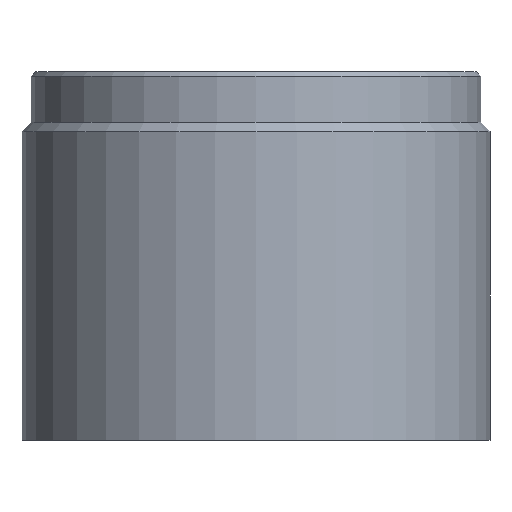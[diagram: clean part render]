
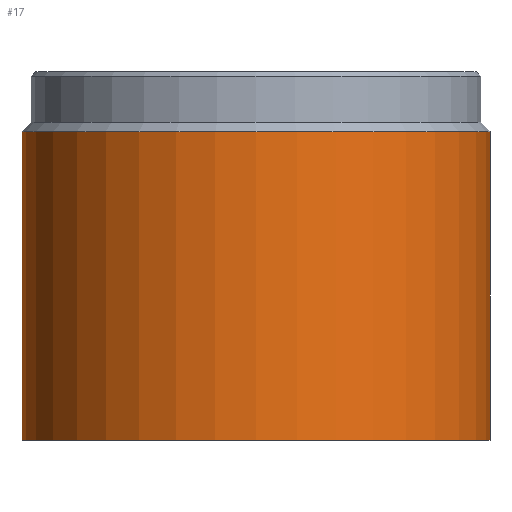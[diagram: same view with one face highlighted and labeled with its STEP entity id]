
A CAD part, front view. The second image highlights one B-rep face of the part: STEP entity #17.
In plain terms, the highlighted cylindrical face has radius 10.15 mm (diameter 20.3 mm), a full revolution.
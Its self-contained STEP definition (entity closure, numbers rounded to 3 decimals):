
#17 = ADVANCED_FACE('',(#18),#45,.T.);
#18 = FACE_BOUND('',#19,.T.);
#19 = EDGE_LOOP('',(#20,#29,#37,#44));
#20 = ORIENTED_EDGE('',*,*,#21,.T.);
#21 = EDGE_CURVE('',#22,#22,#24,.T.);
#22 = VERTEX_POINT('',#23);
#23 = CARTESIAN_POINT('',(10.15,0.,0.));
#24 = CIRCLE('',#25,10.15);
#25 = AXIS2_PLACEMENT_3D('',#26,#27,#28);
#26 = CARTESIAN_POINT('',(0.,0.,
    0.));
#27 = DIRECTION('',(0.,0.,1.));
#28 = DIRECTION('',(1.,0.,0.));
#29 = ORIENTED_EDGE('',*,*,#30,.T.);
#30 = EDGE_CURVE('',#22,#31,#33,.T.);
#31 = VERTEX_POINT('',#32);
#32 = CARTESIAN_POINT('',(10.15,0.,13.4));
#33 = LINE('',#34,#35);
#34 = CARTESIAN_POINT('',(10.15,0.,0.)
  );
#35 = VECTOR('',#36,1.);
#36 = DIRECTION('',(0.,0.,1.));
#37 = ORIENTED_EDGE('',*,*,#38,.F.);
#38 = EDGE_CURVE('',#31,#31,#39,.T.);
#39 = CIRCLE('',#40,10.15);
#40 = AXIS2_PLACEMENT_3D('',#41,#42,#43);
#41 = CARTESIAN_POINT('',(0.,0.,13.4)
  );
#42 = DIRECTION('',(0.,0.,1.));
#43 = DIRECTION('',(1.,0.,0.));
#44 = ORIENTED_EDGE('',*,*,#30,.F.);
#45 = CYLINDRICAL_SURFACE('',#46,10.15);
#46 = AXIS2_PLACEMENT_3D('',#47,#48,#49);
#47 = CARTESIAN_POINT('',(0.,0.,
    0.));
#48 = DIRECTION('',(0.,0.,1.));
#49 = DIRECTION('',(1.,0.,0.));
